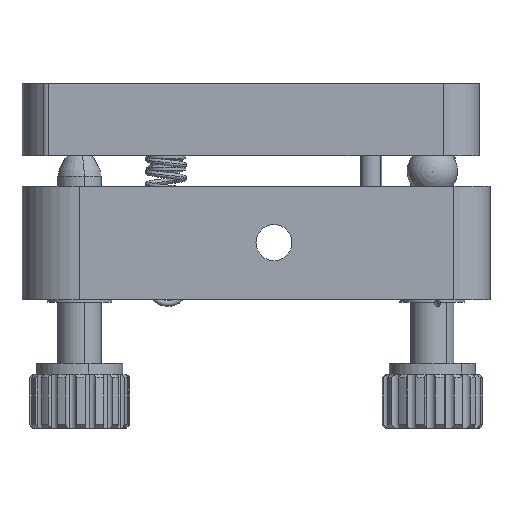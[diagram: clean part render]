
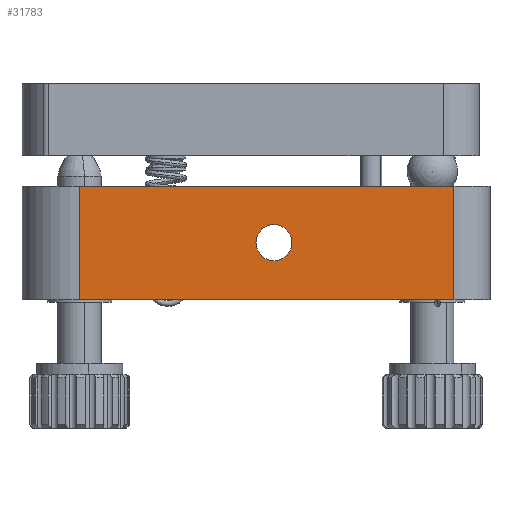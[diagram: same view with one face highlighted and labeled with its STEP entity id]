
A CAD part, front view. The second image highlights one B-rep face of the part: STEP entity #31783.
In plain terms, the highlighted planar face has unit normal (0, -1, 0).
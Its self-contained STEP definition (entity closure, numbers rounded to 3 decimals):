
#846 = CARTESIAN_POINT ( 'NONE',  ( 17.84, -19.045, 42.2 ) ) ;
#2047 = CARTESIAN_POINT ( 'NONE',  ( 17.84, -19.045, 26.4 ) ) ;
#2457 = CARTESIAN_POINT ( 'NONE',  ( 17.84, -19.045, 42.2 ) ) ;
#2619 = DIRECTION ( 'NONE',  ( 0., -1., 0. ) ) ;
#3156 = CARTESIAN_POINT ( 'NONE',  ( -7.16, -19.045, 34.35 ) ) ;
#3309 = EDGE_CURVE ( 'NONE', #22186, #3765, #20632, .T. ) ;
#3613 = DIRECTION ( 'NONE',  ( 1., 0., 0. ) ) ;
#3760 = ORIENTED_EDGE ( 'NONE', *, *, #3309, .T. ) ;
#3765 = VERTEX_POINT ( 'NONE', #33221 ) ;
#4616 = VERTEX_POINT ( 'NONE', #17997 ) ;
#5422 = ORIENTED_EDGE ( 'NONE', *, *, #16369, .F. ) ;
#5925 = DIRECTION ( 'NONE',  ( 0., 0., -1. ) ) ;
#6018 = EDGE_LOOP ( 'NONE', ( #11233, #11992, #5422, #3760 ) ) ;
#6704 = VECTOR ( 'NONE', #17729, 1000. ) ;
#7874 = VECTOR ( 'NONE', #26233, 1000. ) ;
#9073 = AXIS2_PLACEMENT_3D ( 'NONE', #846, #19781, #3613 ) ;
#9361 = FACE_BOUND ( 'NONE', #15864, .T. ) ;
#11233 = ORIENTED_EDGE ( 'NONE', *, *, #26677, .T. ) ;
#11992 = ORIENTED_EDGE ( 'NONE', *, *, #19438, .F. ) ;
#12184 = VERTEX_POINT ( 'NONE', #27999 ) ;
#12203 = CARTESIAN_POINT ( 'NONE',  ( 17.84, -19.045, 26.4 ) ) ;
#15680 = FACE_OUTER_BOUND ( 'NONE', #6018, .T. ) ;
#15864 = EDGE_LOOP ( 'NONE', ( #25633, #34449 ) ) ;
#16369 = EDGE_CURVE ( 'NONE', #22186, #4616, #24355, .T. ) ;
#17191 = CIRCLE ( 'NONE', #23610, 2.5 ) ;
#17211 = VECTOR ( 'NONE', #21321, 1000. ) ;
#17729 = DIRECTION ( 'NONE',  ( 0., 0., -1. ) ) ;
#17997 = CARTESIAN_POINT ( 'NONE',  ( 17.84, -19.045, 42.2 ) ) ;
#18821 = CARTESIAN_POINT ( 'NONE',  ( -7.16, -19.045, 34.35 ) ) ;
#19438 = EDGE_CURVE ( 'NONE', #4616, #25127, #21026, .T. ) ;
#19781 = DIRECTION ( 'NONE',  ( 0., -1., 0. ) ) ;
#20632 = LINE ( 'NONE', #25596, #27775 ) ;
#21026 = LINE ( 'NONE', #33631, #6704 ) ;
#21321 = DIRECTION ( 'NONE',  ( 1., 0., 0. ) ) ;
#21484 = DIRECTION ( 'NONE',  ( 0., 0., -1. ) ) ;
#21667 = CARTESIAN_POINT ( 'NONE',  ( -7.16, -19.045, 31.85 ) ) ;
#22023 = DIRECTION ( 'NONE',  ( 0., -1., 0. ) ) ;
#22186 = VERTEX_POINT ( 'NONE', #34408 ) ;
#23610 = AXIS2_PLACEMENT_3D ( 'NONE', #18821, #2619, #21484 ) ;
#24073 = EDGE_CURVE ( 'NONE', #12184, #26309, #28821, .T. ) ;
#24355 = LINE ( 'NONE', #2457, #17211 ) ;
#25048 = PLANE ( 'NONE',  #9073 ) ;
#25127 = VERTEX_POINT ( 'NONE', #12203 ) ;
#25596 = CARTESIAN_POINT ( 'NONE',  ( -34.16, -19.045, 42.2 ) ) ;
#25633 = ORIENTED_EDGE ( 'NONE', *, *, #29341, .F. ) ;
#26233 = DIRECTION ( 'NONE',  ( 1., 0., 0. ) ) ;
#26309 = VERTEX_POINT ( 'NONE', #21667 ) ;
#26677 = EDGE_CURVE ( 'NONE', #3765, #25127, #28471, .T. ) ;
#27775 = VECTOR ( 'NONE', #31111, 1000. ) ;
#27999 = CARTESIAN_POINT ( 'NONE',  ( -7.16, -19.045, 36.85 ) ) ;
#28471 = LINE ( 'NONE', #2047, #7874 ) ;
#28821 = CIRCLE ( 'NONE', #33757, 2.5 ) ;
#29341 = EDGE_CURVE ( 'NONE', #26309, #12184, #17191, .T. ) ;
#31111 = DIRECTION ( 'NONE',  ( 0., 0., -1. ) ) ;
#31783 = ADVANCED_FACE ( 'NONE', ( #9361, #15680 ), #25048, .T. ) ;
#33221 = CARTESIAN_POINT ( 'NONE',  ( -34.16, -19.045, 26.4 ) ) ;
#33631 = CARTESIAN_POINT ( 'NONE',  ( 17.84, -19.045, 42.2 ) ) ;
#33757 = AXIS2_PLACEMENT_3D ( 'NONE', #3156, #22023, #5925 ) ;
#34408 = CARTESIAN_POINT ( 'NONE',  ( -34.16, -19.045, 42.2 ) ) ;
#34449 = ORIENTED_EDGE ( 'NONE', *, *, #24073, .F. ) ;
